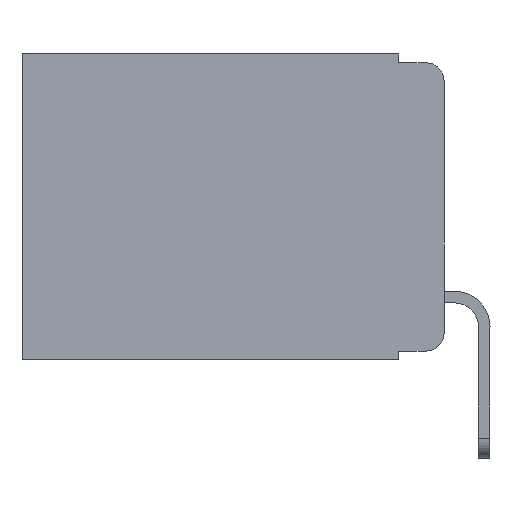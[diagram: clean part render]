
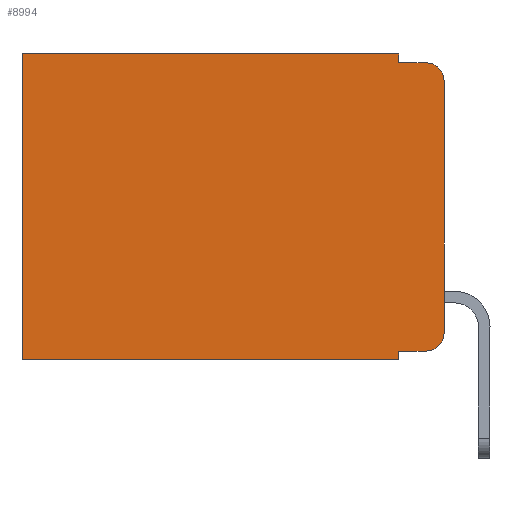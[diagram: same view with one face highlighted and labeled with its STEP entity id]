
A CAD part, left-side view. The second image highlights one B-rep face of the part: STEP entity #8994.
In plain terms, the highlighted planar face has unit normal (-1, 0, 0).
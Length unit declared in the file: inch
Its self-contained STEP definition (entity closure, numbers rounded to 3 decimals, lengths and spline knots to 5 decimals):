
#140 = CARTESIAN_POINT ( 'NONE',  ( 0.298, 0.051, 0. ) ) ;
#553 = ORIENTED_EDGE ( 'NONE', *, *, #12486, .T. ) ;
#652 = LINE ( 'NONE', #140, #13054 ) ;
#837 = VECTOR ( 'NONE', #9613, 39.37008 ) ;
#926 = DIRECTION ( 'NONE',  ( 0., 0., -1. ) ) ;
#943 = CARTESIAN_POINT ( 'NONE',  ( 0.298, 0.051, -0.333 ) ) ;
#1060 = EDGE_CURVE ( 'NONE', #9470, #2507, #8531, .T. ) ;
#1381 = DIRECTION ( 'NONE',  ( 0., 0., -1. ) ) ;
#1626 = ORIENTED_EDGE ( 'NONE', *, *, #1060, .F. ) ;
#1871 = LINE ( 'NONE', #2524, #7235 ) ;
#1918 = DIRECTION ( 'NONE',  ( 0., -1., 0. ) ) ;
#2013 = CIRCLE ( 'NONE', #8947, 0.02 ) ;
#2039 = VECTOR ( 'NONE', #4417, 39.37008 ) ;
#2177 = EDGE_CURVE ( 'NONE', #14546, #6083, #2758, .T. ) ;
#2309 = ORIENTED_EDGE ( 'NONE', *, *, #13558, .T. ) ;
#2343 = VERTEX_POINT ( 'NONE', #6955 ) ;
#2507 = VERTEX_POINT ( 'NONE', #2670 ) ;
#2524 = CARTESIAN_POINT ( 'NONE',  ( 0.298, 0., 0. ) ) ;
#2549 = DIRECTION ( 'NONE',  ( 0., 1., 0. ) ) ;
#2629 = ORIENTED_EDGE ( 'NONE', *, *, #4809, .F. ) ;
#2670 = CARTESIAN_POINT ( 'NONE',  ( 0.298, 0.02, -0.01 ) ) ;
#2758 = LINE ( 'NONE', #943, #9234 ) ;
#3237 = CARTESIAN_POINT ( 'NONE',  ( 0.298, 0., 0. ) ) ;
#3268 = EDGE_CURVE ( 'NONE', #14225, #2507, #13116, .T. ) ;
#3657 = DIRECTION ( 'NONE',  ( 0., 1., 0. ) ) ;
#3825 = CARTESIAN_POINT ( 'NONE',  ( 0.298, 0.051, -0.343 ) ) ;
#4034 = ORIENTED_EDGE ( 'NONE', *, *, #4751, .F. ) ;
#4222 = CARTESIAN_POINT ( 'NONE',  ( 0.298, 0.051, -0.01 ) ) ;
#4413 = VERTEX_POINT ( 'NONE', #8686 ) ;
#4417 = DIRECTION ( 'NONE',  ( 0., 0., -1. ) ) ;
#4435 = DIRECTION ( 'NONE',  ( 1., 0., 0. ) ) ;
#4635 = CARTESIAN_POINT ( 'NONE',  ( 0.298, 0., 0. ) ) ;
#4751 = EDGE_CURVE ( 'NONE', #14546, #10083, #12711, .T. ) ;
#4764 = VERTEX_POINT ( 'NONE', #13082 ) ;
#4790 = CARTESIAN_POINT ( 'NONE',  ( 0.298, 0.473, 0. ) ) ;
#4809 = EDGE_CURVE ( 'NONE', #2343, #9470, #652, .T. ) ;
#4882 = DIRECTION ( 'NONE',  ( 0., 0., -1. ) ) ;
#4890 = CARTESIAN_POINT ( 'NONE',  ( 0.298, 0.02, -0.313 ) ) ;
#5471 = EDGE_CURVE ( 'NONE', #10083, #4764, #6904, .T. ) ;
#5475 = CARTESIAN_POINT ( 'NONE',  ( 0.298, 0., -0.313 ) ) ;
#5550 = LINE ( 'NONE', #4790, #2039 ) ;
#6083 = VERTEX_POINT ( 'NONE', #7010 ) ;
#6172 = DIRECTION ( 'NONE',  ( 0., 0., -1. ) ) ;
#6606 = DIRECTION ( 'NONE',  ( 0., -1., 0. ) ) ;
#6904 = LINE ( 'NONE', #12188, #13039 ) ;
#6955 = CARTESIAN_POINT ( 'NONE',  ( 0.298, 0.051, 0. ) ) ;
#7010 = CARTESIAN_POINT ( 'NONE',  ( 0.298, 0.02, -0.333 ) ) ;
#7235 = VECTOR ( 'NONE', #13144, 39.37008 ) ;
#7267 = EDGE_CURVE ( 'NONE', #14225, #15039, #1871, .T. ) ;
#7475 = DIRECTION ( 'NONE',  ( -1., 0., 0. ) ) ;
#7593 = ORIENTED_EDGE ( 'NONE', *, *, #5471, .F. ) ;
#7924 = FACE_OUTER_BOUND ( 'NONE', #11649, .T. ) ;
#8076 = CARTESIAN_POINT ( 'NONE',  ( 0.298, 0.051, -0.333 ) ) ;
#8301 = CARTESIAN_POINT ( 'NONE',  ( 0.298, 0.051, 0. ) ) ;
#8342 = CARTESIAN_POINT ( 'NONE',  ( 0.298, 0., -0.03 ) ) ;
#8531 = LINE ( 'NONE', #4222, #12634 ) ;
#8686 = CARTESIAN_POINT ( 'NONE',  ( 0.298, 0.473, 0. ) ) ;
#8947 = AXIS2_PLACEMENT_3D ( 'NONE', #4890, #10733, #1381 ) ;
#8994 = ADVANCED_FACE ( 'NONE', ( #7924 ), #8996, .F. ) ;
#8996 = PLANE ( 'NONE',  #13083 ) ;
#9234 = VECTOR ( 'NONE', #1918, 39.37008 ) ;
#9470 = VERTEX_POINT ( 'NONE', #9784 ) ;
#9613 = DIRECTION ( 'NONE',  ( 0., 0., -1. ) ) ;
#9647 = ORIENTED_EDGE ( 'NONE', *, *, #12611, .T. ) ;
#9784 = CARTESIAN_POINT ( 'NONE',  ( 0.298, 0.051, -0.01 ) ) ;
#10083 = VERTEX_POINT ( 'NONE', #3825 ) ;
#10733 = DIRECTION ( 'NONE',  ( -1., 0., 0. ) ) ;
#11531 = VECTOR ( 'NONE', #3657, 39.37008 ) ;
#11649 = EDGE_LOOP ( 'NONE', ( #13253, #13668, #1626, #2629, #553, #9647, #7593, #4034, #11740, #2309 ) ) ;
#11740 = ORIENTED_EDGE ( 'NONE', *, *, #2177, .T. ) ;
#12188 = CARTESIAN_POINT ( 'NONE',  ( 0.298, 0., -0.343 ) ) ;
#12266 = CARTESIAN_POINT ( 'NONE',  ( 0.298, 0.02, -0.03 ) ) ;
#12486 = EDGE_CURVE ( 'NONE', #2343, #4413, #12983, .T. ) ;
#12611 = EDGE_CURVE ( 'NONE', #4413, #4764, #5550, .T. ) ;
#12634 = VECTOR ( 'NONE', #6606, 39.37008 ) ;
#12638 = AXIS2_PLACEMENT_3D ( 'NONE', #12266, #7475, #6172 ) ;
#12711 = LINE ( 'NONE', #8301, #837 ) ;
#12983 = LINE ( 'NONE', #4635, #11531 ) ;
#13039 = VECTOR ( 'NONE', #2549, 39.37008 ) ;
#13054 = VECTOR ( 'NONE', #4882, 39.37008 ) ;
#13082 = CARTESIAN_POINT ( 'NONE',  ( 0.298, 0.473, -0.343 ) ) ;
#13083 = AXIS2_PLACEMENT_3D ( 'NONE', #3237, #4435, #926 ) ;
#13116 = CIRCLE ( 'NONE', #12638, 0.02 ) ;
#13144 = DIRECTION ( 'NONE',  ( 0., 0., -1. ) ) ;
#13253 = ORIENTED_EDGE ( 'NONE', *, *, #7267, .F. ) ;
#13558 = EDGE_CURVE ( 'NONE', #6083, #15039, #2013, .T. ) ;
#13668 = ORIENTED_EDGE ( 'NONE', *, *, #3268, .T. ) ;
#14225 = VERTEX_POINT ( 'NONE', #8342 ) ;
#14546 = VERTEX_POINT ( 'NONE', #8076 ) ;
#15039 = VERTEX_POINT ( 'NONE', #5475 ) ;
